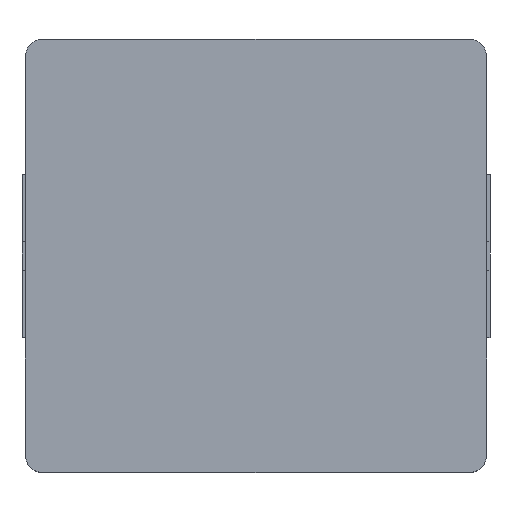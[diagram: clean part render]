
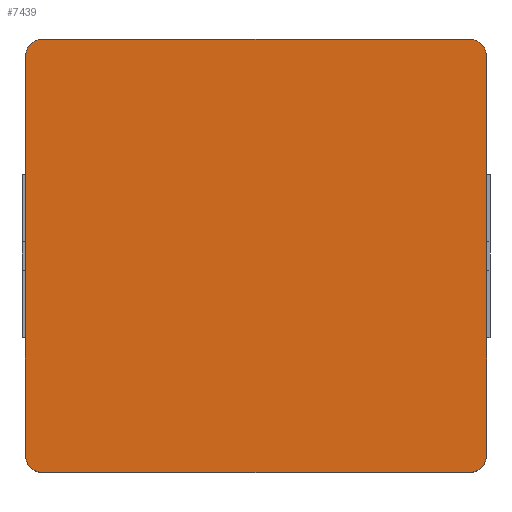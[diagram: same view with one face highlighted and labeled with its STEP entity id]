
A CAD part, top view. The second image highlights one B-rep face of the part: STEP entity #7439.
In plain terms, the highlighted planar face has unit normal (0, 0, 1).
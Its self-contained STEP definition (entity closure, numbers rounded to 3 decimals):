
#1 = ORIENTED_EDGE ( 'NONE', *, *, #72, .T. ) ;
#41 = CARTESIAN_POINT ( 'NONE',  ( 6.65, -5.75, 5.7 ) ) ;
#72 = EDGE_CURVE ( 'NONE', #11371, #6464, #13618, .T. ) ;
#188 = CARTESIAN_POINT ( 'NONE',  ( -6.15, 6.25, 5.7 ) ) ;
#439 = DIRECTION ( 'NONE',  ( 0., 0., 1. ) ) ;
#715 = ORIENTED_EDGE ( 'NONE', *, *, #4189, .T. ) ;
#841 = CARTESIAN_POINT ( 'NONE',  ( 6.15, 5.75, 5.7 ) ) ;
#958 = VERTEX_POINT ( 'NONE', #8704 ) ;
#1122 = DIRECTION ( 'NONE',  ( 1., 0., 0. ) ) ;
#1167 = EDGE_CURVE ( 'NONE', #8519, #12546, #5854, .T. ) ;
#1731 = VECTOR ( 'NONE', #11440, 1000. ) ;
#2177 = DIRECTION ( 'NONE',  ( 0., 1., 0. ) ) ;
#2464 = CIRCLE ( 'NONE', #11984, 0.5 ) ;
#2484 = CIRCLE ( 'NONE', #10832, 0.5 ) ;
#2551 = VERTEX_POINT ( 'NONE', #188 ) ;
#2750 = DIRECTION ( 'NONE',  ( 0., 0., 1. ) ) ;
#3081 = EDGE_CURVE ( 'NONE', #7924, #8519, #4103, .T. ) ;
#3248 = EDGE_CURVE ( 'NONE', #958, #2551, #14560, .T. ) ;
#3758 = DIRECTION ( 'NONE',  ( 1., 0., 0. ) ) ;
#3911 = CARTESIAN_POINT ( 'NONE',  ( 0., 0., 5.7 ) ) ;
#3956 = CARTESIAN_POINT ( 'NONE',  ( -6.15, -5.75, 5.7 ) ) ;
#4103 = LINE ( 'NONE', #11978, #8943 ) ;
#4189 = EDGE_CURVE ( 'NONE', #6464, #10823, #6564, .T. ) ;
#4622 = DIRECTION ( 'NONE',  ( -1., 0., 0. ) ) ;
#5068 = DIRECTION ( 'NONE',  ( 1., 0., 0. ) ) ;
#5323 = EDGE_LOOP ( 'NONE', ( #6621, #1, #715, #10054, #14784, #10299, #9756, #11383 ) ) ;
#5414 = PLANE ( 'NONE',  #8003 ) ;
#5854 = CIRCLE ( 'NONE', #14219, 0.5 ) ;
#6062 = DIRECTION ( 'NONE',  ( 1., 0., 0. ) ) ;
#6282 = DIRECTION ( 'NONE',  ( 0., 0., 1. ) ) ;
#6464 = VERTEX_POINT ( 'NONE', #41 ) ;
#6519 = FACE_OUTER_BOUND ( 'NONE', #5323, .T. ) ;
#6564 = LINE ( 'NONE', #12376, #6594 ) ;
#6594 = VECTOR ( 'NONE', #2177, 1000. ) ;
#6621 = ORIENTED_EDGE ( 'NONE', *, *, #13198, .T. ) ;
#6622 = CARTESIAN_POINT ( 'NONE',  ( -6.65, 6.25, 5.7 ) ) ;
#6798 = CARTESIAN_POINT ( 'NONE',  ( -6.15, 5.75, 5.7 ) ) ;
#6954 = CARTESIAN_POINT ( 'NONE',  ( -6.65, -6.25, 5.7 ) ) ;
#7439 = ADVANCED_FACE ( 'NONE', ( #6519 ), #5414, .T. ) ;
#7512 = CARTESIAN_POINT ( 'NONE',  ( 6.15, -6.25, 5.7 ) ) ;
#7924 = VERTEX_POINT ( 'NONE', #11258 ) ;
#8003 = AXIS2_PLACEMENT_3D ( 'NONE', #3911, #6282, #6062 ) ;
#8519 = VERTEX_POINT ( 'NONE', #14547 ) ;
#8704 = CARTESIAN_POINT ( 'NONE',  ( 6.15, 6.25, 5.7 ) ) ;
#8943 = VECTOR ( 'NONE', #14416, 1000. ) ;
#9756 = ORIENTED_EDGE ( 'NONE', *, *, #3081, .T. ) ;
#9771 = AXIS2_PLACEMENT_3D ( 'NONE', #13982, #439, #3758 ) ;
#9903 = VECTOR ( 'NONE', #4622, 1000. ) ;
#10054 = ORIENTED_EDGE ( 'NONE', *, *, #11666, .T. ) ;
#10100 = DIRECTION ( 'NONE',  ( 1., 0., 0. ) ) ;
#10299 = ORIENTED_EDGE ( 'NONE', *, *, #11976, .T. ) ;
#10823 = VERTEX_POINT ( 'NONE', #11284 ) ;
#10832 = AXIS2_PLACEMENT_3D ( 'NONE', #6798, #11345, #1122 ) ;
#11258 = CARTESIAN_POINT ( 'NONE',  ( -6.65, 5.75, 5.7 ) ) ;
#11284 = CARTESIAN_POINT ( 'NONE',  ( 6.65, 5.75, 5.7 ) ) ;
#11345 = DIRECTION ( 'NONE',  ( 0., 0., 1. ) ) ;
#11371 = VERTEX_POINT ( 'NONE', #7512 ) ;
#11383 = ORIENTED_EDGE ( 'NONE', *, *, #1167, .T. ) ;
#11440 = DIRECTION ( 'NONE',  ( 1., 0., 0. ) ) ;
#11666 = EDGE_CURVE ( 'NONE', #10823, #958, #2464, .T. ) ;
#11976 = EDGE_CURVE ( 'NONE', #2551, #7924, #2484, .T. ) ;
#11978 = CARTESIAN_POINT ( 'NONE',  ( -6.65, 6.25, 5.7 ) ) ;
#11984 = AXIS2_PLACEMENT_3D ( 'NONE', #841, #14393, #10100 ) ;
#12376 = CARTESIAN_POINT ( 'NONE',  ( 6.65, 6.25, 5.7 ) ) ;
#12409 = LINE ( 'NONE', #6954, #1731 ) ;
#12546 = VERTEX_POINT ( 'NONE', #14019 ) ;
#13198 = EDGE_CURVE ( 'NONE', #12546, #11371, #12409, .T. ) ;
#13618 = CIRCLE ( 'NONE', #9771, 0.5 ) ;
#13982 = CARTESIAN_POINT ( 'NONE',  ( 6.15, -5.75, 5.7 ) ) ;
#14019 = CARTESIAN_POINT ( 'NONE',  ( -6.15, -6.25, 5.7 ) ) ;
#14219 = AXIS2_PLACEMENT_3D ( 'NONE', #3956, #2750, #5068 ) ;
#14393 = DIRECTION ( 'NONE',  ( 0., 0., 1. ) ) ;
#14416 = DIRECTION ( 'NONE',  ( 0., -1., 0. ) ) ;
#14547 = CARTESIAN_POINT ( 'NONE',  ( -6.65, -5.75, 5.7 ) ) ;
#14560 = LINE ( 'NONE', #6622, #9903 ) ;
#14784 = ORIENTED_EDGE ( 'NONE', *, *, #3248, .T. ) ;
